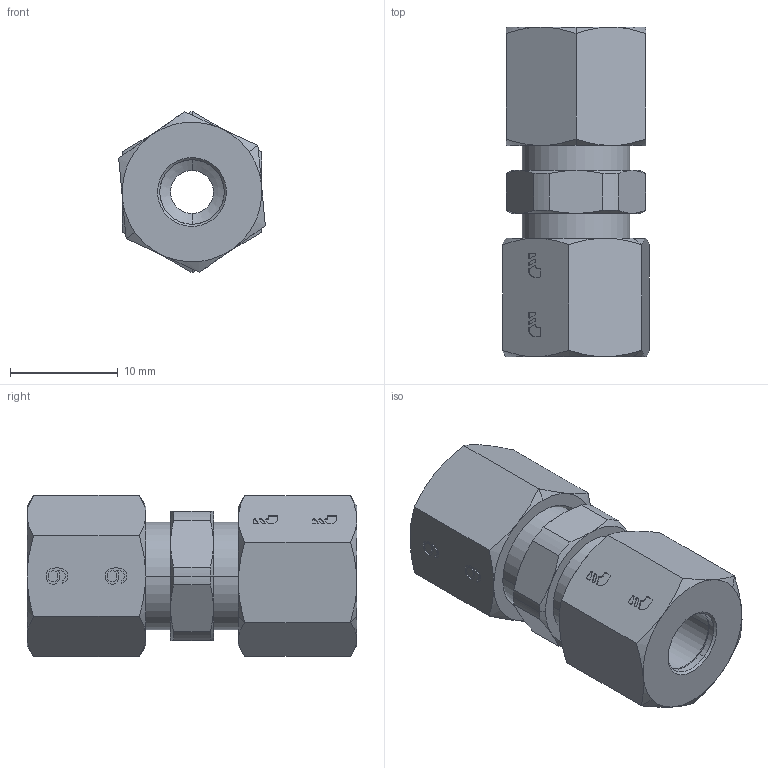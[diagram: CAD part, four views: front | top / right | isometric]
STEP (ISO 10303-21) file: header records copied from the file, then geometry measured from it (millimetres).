
FILE_DESCRIPTION(('STEP AP214'),'1');
FILE_NAME('1806_06_00.stp','2016-07-07T14:24:38',('TraceParts'),('TraceParts S.A.'),'Spatial InterOp 3D',' ',' ');
FILE_SCHEMA(('automotive_design'));
Length unit declared in the file: millimetre
Products named in the file (5): 1806-06-00_asm|1806-06-00U:1#1806-06-00U;1806-06-00U; 1806-06-00_asm|1824-06-00:1#1824-06-00;1824-06-00; 1806-06-00_asm|1824-06-00:2#1824-06-00;1824-06-00; 1806-06-00_asm|1810-06-00:1#1810-06-00;1810-06-00; 1806-06-00_asm|1810-06-00:2#1810-06-00;1810-06-00
Bounding box: 13.64 x 30.64 x 15.01 mm (x, y, z)
Volume: 3420.7 mm3; surface area: 3681.1 mm2
Topology: 5 solids, 5 shells, 542 faces, 1438 edges, 926 vertices
Faces by surface type: plane 344, cylinder 102, cone 84, torus 12
Entity records: 21036 total; most frequent: CARTESIAN_POINT 3079, ORIENTED_EDGE 2876, DIRECTION 2762, EDGE_CURVE 1438, LINE 1048, VECTOR 1048, VERTEX_POINT 926, AXIS2_PLACEMENT_3D 857
